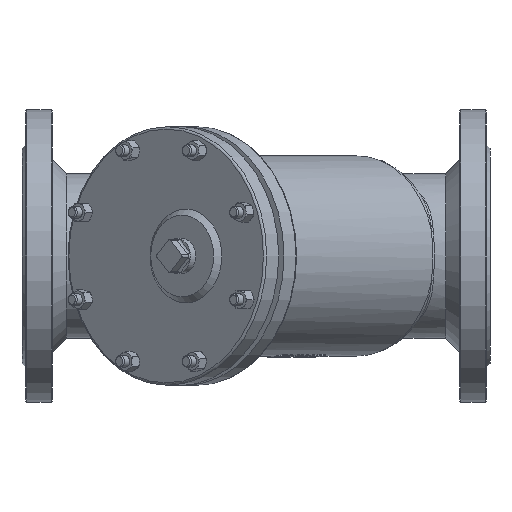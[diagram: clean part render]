
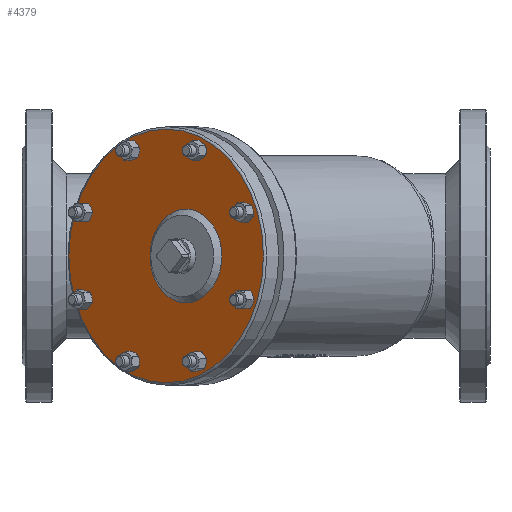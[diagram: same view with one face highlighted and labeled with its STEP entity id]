
A CAD part, front view. The second image highlights one B-rep face of the part: STEP entity #4379.
In plain terms, the highlighted planar face has unit normal (-0.643, -0.766, 0).
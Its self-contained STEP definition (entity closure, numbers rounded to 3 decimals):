
#139=FACE_BOUND('',#918,.T.);
#140=FACE_BOUND('',#919,.T.);
#141=FACE_BOUND('',#920,.T.);
#142=FACE_BOUND('',#921,.T.);
#143=FACE_BOUND('',#922,.T.);
#144=FACE_BOUND('',#923,.T.);
#145=FACE_BOUND('',#924,.T.);
#146=FACE_BOUND('',#925,.T.);
#147=FACE_BOUND('',#926,.T.);
#380=PLANE('',#4801);
#654=FACE_OUTER_BOUND('',#917,.T.);
#917=EDGE_LOOP('',(#3334));
#918=EDGE_LOOP('',(#3335));
#919=EDGE_LOOP('',(#3336));
#920=EDGE_LOOP('',(#3337));
#921=EDGE_LOOP('',(#3338));
#922=EDGE_LOOP('',(#3339));
#923=EDGE_LOOP('',(#3340));
#924=EDGE_LOOP('',(#3341));
#925=EDGE_LOOP('',(#3342));
#926=EDGE_LOOP('',(#3343));
#1530=CIRCLE('',#4795,108.5);
#1535=CIRCLE('',#4802,5.);
#1536=CIRCLE('',#4803,5.);
#1537=CIRCLE('',#4804,5.);
#1538=CIRCLE('',#4805,5.);
#1539=CIRCLE('',#4806,5.);
#1540=CIRCLE('',#4807,5.);
#1541=CIRCLE('',#4808,5.);
#1542=CIRCLE('',#4809,5.);
#1543=CIRCLE('',#4810,40.);
#1914=VERTEX_POINT('',#8288);
#1918=VERTEX_POINT('',#8300);
#1919=VERTEX_POINT('',#8302);
#1920=VERTEX_POINT('',#8304);
#1921=VERTEX_POINT('',#8306);
#1922=VERTEX_POINT('',#8308);
#1923=VERTEX_POINT('',#8310);
#1924=VERTEX_POINT('',#8312);
#1925=VERTEX_POINT('',#8314);
#1926=VERTEX_POINT('',#8316);
#2423=EDGE_CURVE('',#1914,#1914,#1530,.T.);
#2429=EDGE_CURVE('',#1918,#1918,#1535,.T.);
#2430=EDGE_CURVE('',#1919,#1919,#1536,.T.);
#2431=EDGE_CURVE('',#1920,#1920,#1537,.T.);
#2432=EDGE_CURVE('',#1921,#1921,#1538,.T.);
#2433=EDGE_CURVE('',#1922,#1922,#1539,.T.);
#2434=EDGE_CURVE('',#1923,#1923,#1540,.T.);
#2435=EDGE_CURVE('',#1924,#1924,#1541,.T.);
#2436=EDGE_CURVE('',#1925,#1925,#1542,.T.);
#2437=EDGE_CURVE('',#1926,#1926,#1543,.T.);
#3334=ORIENTED_EDGE('',*,*,#2423,.F.);
#3335=ORIENTED_EDGE('',*,*,#2429,.T.);
#3336=ORIENTED_EDGE('',*,*,#2430,.T.);
#3337=ORIENTED_EDGE('',*,*,#2431,.T.);
#3338=ORIENTED_EDGE('',*,*,#2432,.T.);
#3339=ORIENTED_EDGE('',*,*,#2433,.T.);
#3340=ORIENTED_EDGE('',*,*,#2434,.T.);
#3341=ORIENTED_EDGE('',*,*,#2435,.T.);
#3342=ORIENTED_EDGE('',*,*,#2436,.T.);
#3343=ORIENTED_EDGE('',*,*,#2437,.T.);
#4379=ADVANCED_FACE('',(#654,#139,#140,#141,#142,#143,#144,#145,#146,#147),
#380,.T.);
#4795=AXIS2_PLACEMENT_3D('',#8289,#5678,#5679);
#4801=AXIS2_PLACEMENT_3D('',#8299,#5691,#5692);
#4802=AXIS2_PLACEMENT_3D('',#8301,#5693,#5694);
#4803=AXIS2_PLACEMENT_3D('',#8303,#5695,#5696);
#4804=AXIS2_PLACEMENT_3D('',#8305,#5697,#5698);
#4805=AXIS2_PLACEMENT_3D('',#8307,#5699,#5700);
#4806=AXIS2_PLACEMENT_3D('',#8309,#5701,#5702);
#4807=AXIS2_PLACEMENT_3D('',#8311,#5703,#5704);
#4808=AXIS2_PLACEMENT_3D('',#8313,#5705,#5706);
#4809=AXIS2_PLACEMENT_3D('',#8315,#5707,#5708);
#4810=AXIS2_PLACEMENT_3D('',#8317,#5709,#5710);
#5678=DIRECTION('center_axis',(0.643,0.766,0.));
#5679=DIRECTION('ref_axis',(-0.766,0.643,0.));
#5691=DIRECTION('center_axis',(-0.643,-0.766,0.));
#5692=DIRECTION('ref_axis',(0.,0.,1.));
#5693=DIRECTION('center_axis',(0.643,0.766,0.));
#5694=DIRECTION('ref_axis',(0.766,-0.643,0.));
#5695=DIRECTION('center_axis',(0.643,0.766,0.));
#5696=DIRECTION('ref_axis',(0.766,-0.643,0.));
#5697=DIRECTION('center_axis',(0.643,0.766,0.));
#5698=DIRECTION('ref_axis',(0.766,-0.643,0.));
#5699=DIRECTION('center_axis',(0.643,0.766,0.));
#5700=DIRECTION('ref_axis',(0.766,-0.643,0.));
#5701=DIRECTION('center_axis',(0.643,0.766,0.));
#5702=DIRECTION('ref_axis',(0.766,-0.643,0.));
#5703=DIRECTION('center_axis',(0.643,0.766,0.));
#5704=DIRECTION('ref_axis',(0.766,-0.643,0.));
#5705=DIRECTION('center_axis',(0.643,0.766,0.));
#5706=DIRECTION('ref_axis',(0.766,-0.643,0.));
#5707=DIRECTION('center_axis',(0.643,0.766,0.));
#5708=DIRECTION('ref_axis',(0.766,-0.643,0.));
#5709=DIRECTION('center_axis',(0.643,0.766,0.));
#5710=DIRECTION('ref_axis',(0.766,-0.643,0.));
#8288=CARTESIAN_POINT('',(-250.802,-209.513,-108.5));
#8289=CARTESIAN_POINT('Origin',(-250.802,-209.513,0.));
#8299=CARTESIAN_POINT('Origin',(-250.802,-209.513,0.));
#8300=CARTESIAN_POINT('',(-226.05,-230.283,-90.078));
#8301=CARTESIAN_POINT('Origin',(-222.22,-233.497,-90.078));
#8302=CARTESIAN_POINT('',(-283.215,-182.316,90.078));
#8303=CARTESIAN_POINT('Origin',(-279.385,-185.53,90.078));
#8304=CARTESIAN_POINT('',(-185.629,-264.2,37.312));
#8305=CARTESIAN_POINT('Origin',(-181.798,-267.414,37.312));
#8306=CARTESIAN_POINT('',(-283.215,-182.316,-90.078));
#8307=CARTESIAN_POINT('Origin',(-279.385,-185.53,-90.078));
#8308=CARTESIAN_POINT('',(-185.629,-264.2,-37.312));
#8309=CARTESIAN_POINT('Origin',(-181.798,-267.414,-37.312));
#8310=CARTESIAN_POINT('',(-226.05,-230.283,90.078));
#8311=CARTESIAN_POINT('Origin',(-222.22,-233.497,90.078));
#8312=CARTESIAN_POINT('',(-323.637,-148.398,37.312));
#8313=CARTESIAN_POINT('Origin',(-319.806,-151.612,37.312));
#8314=CARTESIAN_POINT('',(-323.637,-148.398,-37.312));
#8315=CARTESIAN_POINT('Origin',(-319.806,-151.612,-37.312));
#8316=CARTESIAN_POINT('',(-203.277,-249.391,0.));
#8317=CARTESIAN_POINT('Origin',(-233.919,-223.68,0.));
